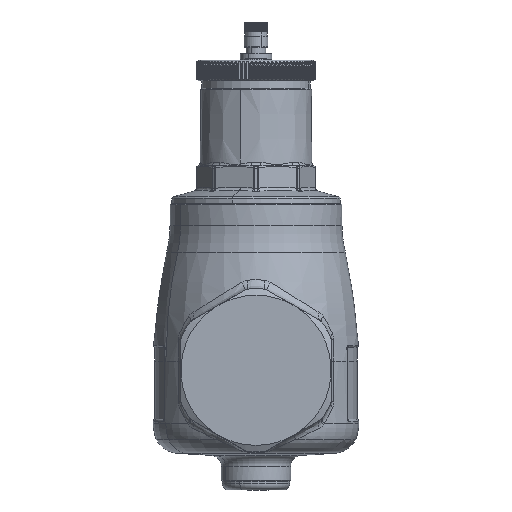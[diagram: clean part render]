
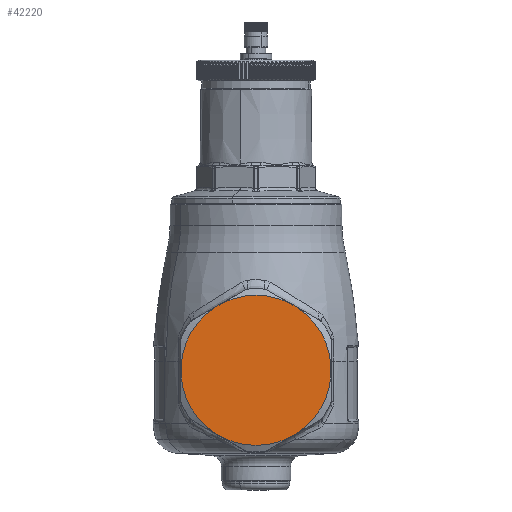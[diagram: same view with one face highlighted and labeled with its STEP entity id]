
A CAD part, front view. The second image highlights one B-rep face of the part: STEP entity #42220.
In plain terms, the highlighted planar face has unit normal (0, -1, 0).
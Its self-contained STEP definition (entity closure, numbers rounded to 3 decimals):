
#38293=CARTESIAN_POINT('Vertex',(34.436,-63.5,47.092)) ;
#38332=CARTESIAN_POINT('Vertex',(19.03,-63.5,73.777)) ;
#38335=CARTESIAN_POINT('Axis2P3D Location',(0.,-63.5,45.)) ;
#38629=CARTESIAN_POINT('Vertex',(-19.03,-63.5,73.777)) ;
#38660=CARTESIAN_POINT('Vertex',(-34.437,-63.5,47.092)) ;
#38663=CARTESIAN_POINT('Axis2P3D Location',(0.,-63.5,45.)) ;
#39262=CARTESIAN_POINT('Line Origine',(-10.952,-63.5,78.441)) ;
#39266=CARTESIAN_POINT('Vertex',(-15.406,-63.5,75.869)) ;
#39292=CARTESIAN_POINT('Vertex',(15.406,-63.5,75.869)) ;
#39295=CARTESIAN_POINT('Line Origine',(14.03,-63.5,76.663)) ;
#39385=CARTESIAN_POINT('Axis2P3D Location',(0.,-63.5,45.)) ;
#41984=CARTESIAN_POINT('Line Origine',(34.436,-63.5,44.)) ;
#41988=CARTESIAN_POINT('Vertex',(34.436,-63.5,42.908)) ;
#42087=CARTESIAN_POINT('Vertex',(-34.436,-63.5,42.908)) ;
#42090=CARTESIAN_POINT('Line Origine',(-34.437,-63.5,45.)) ;
#42168=CARTESIAN_POINT('Axis2P3D Location',(0.,-63.5,75.6)) ;
#42173=CARTESIAN_POINT('Axis2P3D Location',(0.,-63.5,45.)) ;
#42177=CARTESIAN_POINT('Vertex',(19.03,-63.5,16.223)) ;
#42180=CARTESIAN_POINT('Axis2P3D Location',(0.,-63.5,45.)) ;
#42184=CARTESIAN_POINT('Vertex',(-19.03,-63.5,16.223)) ;
#42187=CARTESIAN_POINT('Line Origine',(-17.218,-63.5,15.177)) ;
#42191=CARTESIAN_POINT('Vertex',(-15.406,-63.5,14.131)) ;
#42194=CARTESIAN_POINT('Axis2P3D Location',(0.,-63.5,45.)) ;
#42198=CARTESIAN_POINT('Vertex',(15.406,-63.5,14.131)) ;
#42201=CARTESIAN_POINT('Line Origine',(17.218,-63.5,15.177)) ;
#39264=VECTOR('Line Direction',#39263,1.) ;
#39297=VECTOR('Line Direction',#39296,1.) ;
#41986=VECTOR('Line Direction',#41985,1.) ;
#42092=VECTOR('Line Direction',#42091,1.) ;
#42189=VECTOR('Line Direction',#42188,1.) ;
#42203=VECTOR('Line Direction',#42202,1.) ;
#38336=DIRECTION('Axis2P3D Direction',(0.,-1.,-0.)) ;
#38664=DIRECTION('Axis2P3D Direction',(0.,-1.,-0.)) ;
#39263=DIRECTION('Vector Direction',(0.866,0.,0.5)) ;
#39296=DIRECTION('Vector Direction',(0.866,0.,-0.5)) ;
#39386=DIRECTION('Axis2P3D Direction',(0.,-1.,-0.)) ;
#41985=DIRECTION('Vector Direction',(0.,0.,-1.)) ;
#42091=DIRECTION('Vector Direction',(0.,0.,1.)) ;
#42169=DIRECTION('Axis2P3D Direction',(0.,-1.,-0.)) ;
#42170=DIRECTION('Axis2P3D XDirection',(-1.,0.,0.)) ;
#42174=DIRECTION('Axis2P3D Direction',(0.,-1.,-0.)) ;
#42181=DIRECTION('Axis2P3D Direction',(0.,-1.,-0.)) ;
#42188=DIRECTION('Vector Direction',(-0.866,0.,0.5)) ;
#42195=DIRECTION('Axis2P3D Direction',(0.,-1.,-0.)) ;
#42202=DIRECTION('Vector Direction',(0.866,0.,0.5)) ;
#38337=AXIS2_PLACEMENT_3D('Circle Axis2P3D',#38335,#38336,$) ;
#38665=AXIS2_PLACEMENT_3D('Circle Axis2P3D',#38663,#38664,$) ;
#39387=AXIS2_PLACEMENT_3D('Circle Axis2P3D',#39385,#39386,$) ;
#42171=AXIS2_PLACEMENT_3D('Plane Axis2P3D',#42168,#42169,#42170) ;
#42175=AXIS2_PLACEMENT_3D('Circle Axis2P3D',#42173,#42174,$) ;
#42182=AXIS2_PLACEMENT_3D('Circle Axis2P3D',#42180,#42181,$) ;
#42196=AXIS2_PLACEMENT_3D('Circle Axis2P3D',#42194,#42195,$) ;
#39265=LINE('Line',#39262,#39264) ;
#39298=LINE('Line',#39295,#39297) ;
#41987=LINE('Line',#41984,#41986) ;
#42093=LINE('Line',#42090,#42092) ;
#42190=LINE('Line',#42187,#42189) ;
#42204=LINE('Line',#42201,#42203) ;
#38338=CIRCLE('generated circle',#38337,34.5) ;
#38666=CIRCLE('generated circle',#38665,34.5) ;
#39388=CIRCLE('generated circle',#39387,34.5) ;
#42176=CIRCLE('generated circle',#42175,34.5) ;
#42183=CIRCLE('generated circle',#42182,34.5) ;
#42197=CIRCLE('generated circle',#42196,34.5) ;
#42172=PLANE('',#42171) ;
#38339=EDGE_CURVE('',#38294,#38333,#38338,.T.) ;
#38667=EDGE_CURVE('',#38630,#38661,#38666,.T.) ;
#39268=EDGE_CURVE('',#39267,#38630,#39265,.F.) ;
#39299=EDGE_CURVE('',#39293,#38333,#39298,.T.) ;
#39389=EDGE_CURVE('',#39293,#39267,#39388,.T.) ;
#41990=EDGE_CURVE('',#38294,#41989,#41987,.T.) ;
#42094=EDGE_CURVE('',#42088,#38661,#42093,.T.) ;
#42179=EDGE_CURVE('',#42178,#41989,#42176,.T.) ;
#42186=EDGE_CURVE('',#42088,#42185,#42183,.T.) ;
#42193=EDGE_CURVE('',#42192,#42185,#42190,.T.) ;
#42200=EDGE_CURVE('',#42192,#42199,#42197,.T.) ;
#42205=EDGE_CURVE('',#42199,#42178,#42204,.T.) ;
#42207=ORIENTED_EDGE('',*,*,#42179,.T.) ;
#42208=ORIENTED_EDGE('',*,*,#41990,.F.) ;
#42209=ORIENTED_EDGE('',*,*,#38339,.T.) ;
#42210=ORIENTED_EDGE('',*,*,#39299,.F.) ;
#42211=ORIENTED_EDGE('',*,*,#39389,.T.) ;
#42212=ORIENTED_EDGE('',*,*,#39268,.T.) ;
#42213=ORIENTED_EDGE('',*,*,#38667,.T.) ;
#42214=ORIENTED_EDGE('',*,*,#42094,.F.) ;
#42215=ORIENTED_EDGE('',*,*,#42186,.T.) ;
#42216=ORIENTED_EDGE('',*,*,#42193,.F.) ;
#42217=ORIENTED_EDGE('',*,*,#42200,.T.) ;
#42218=ORIENTED_EDGE('',*,*,#42205,.T.) ;
#42206=EDGE_LOOP('',(#42207,#42208,#42209,#42210,#42211,#42212,#42213,#42214,#42215,#42216,#42217,#42218)) ;
#38294=VERTEX_POINT('',#38293) ;
#38333=VERTEX_POINT('',#38332) ;
#38630=VERTEX_POINT('',#38629) ;
#38661=VERTEX_POINT('',#38660) ;
#39267=VERTEX_POINT('',#39266) ;
#39293=VERTEX_POINT('',#39292) ;
#41989=VERTEX_POINT('',#41988) ;
#42088=VERTEX_POINT('',#42087) ;
#42178=VERTEX_POINT('',#42177) ;
#42185=VERTEX_POINT('',#42184) ;
#42192=VERTEX_POINT('',#42191) ;
#42199=VERTEX_POINT('',#42198) ;
#42220=ADVANCED_FACE('PartBody',(#42219),#42172,.T.) ;
#42219=FACE_OUTER_BOUND('',#42206,.T.) ;
